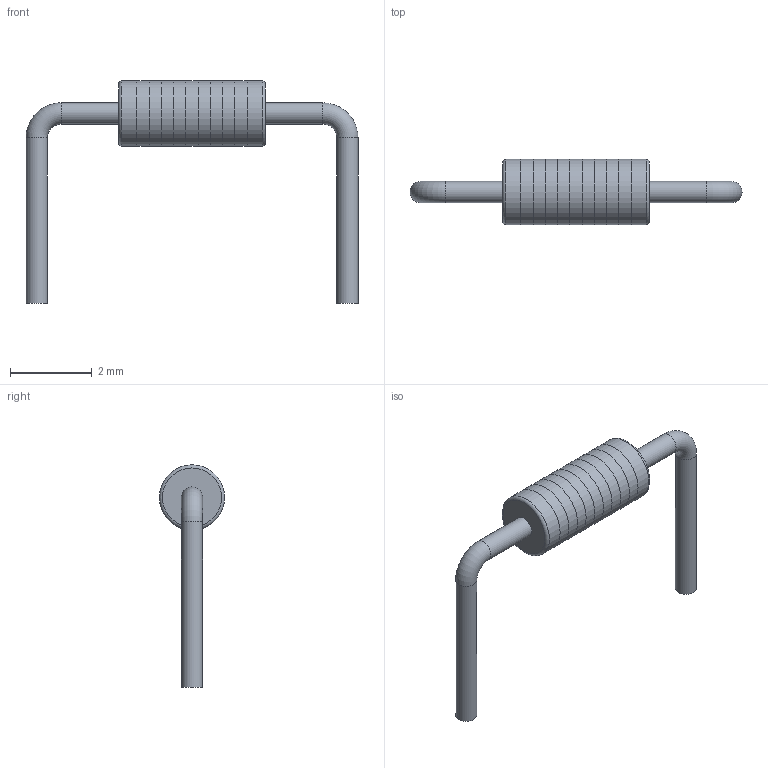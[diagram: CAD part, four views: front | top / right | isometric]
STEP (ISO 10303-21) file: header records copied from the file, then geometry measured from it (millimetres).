
FILE_DESCRIPTION(/* description */ (''),/* implementation_level */ '2;1');
FILE_NAME(/* name */ 'RES762-360X160.stp',/* time_stamp */ '2016-09-05T11:32:08+02:00',/* author */ ('riccim'),/* organization */ (''),/* preprocessor_version */ 'ST-DEVELOPER v15.5',/* originating_system */ 'AutoCAD Mechanical',/* authorisation */ '');
FILE_SCHEMA (('AUTOMOTIVE_DESIGN { 1 0 10303 214 3 1 1 }'));
Length unit declared in the file: millimetre
Products named in the file (1): Product
Bounding box: 8.14 x 1.6 x 5.45 mm (x, y, z)
Volume: 9.9 mm3; surface area: 83.8 mm2
Topology: 13 solids, 13 shells, 45 faces, 57 edges, 38 vertices
Faces by surface type: plane 26, cylinder 15, torus 4
Full cylindrical faces by diameter (mm): 0.52 x4, 1.6 x11
Entity records: 836 total; most frequent: DIRECTION 156, CARTESIAN_POINT 110, AXIS2_PLACEMENT_3D 78, EDGE_LOOP 64, ORIENTED_EDGE 64, FACE_OUTER_BOUND 45, ADVANCED_FACE 45, CIRCLE 32
